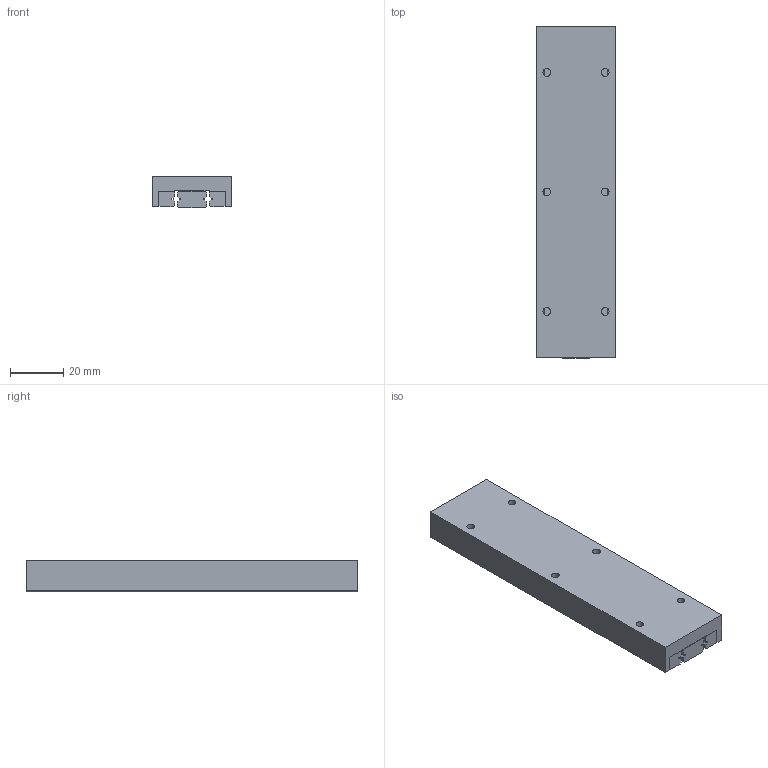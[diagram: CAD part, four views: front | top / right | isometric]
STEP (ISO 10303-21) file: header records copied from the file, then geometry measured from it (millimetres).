
FILE_DESCRIPTION((''),'2;1');
FILE_NAME('LP12-5-4.stp','2003-10-26T15:59:01',('Raul'),(''),'Autodesk Inventor (tm) 5.3','Autodesk Inventor (tm) 5.3','');
FILE_SCHEMA(('CONFIG_CONTROL_DESIGN'));
Length unit declared in the file: inch
Products named in the file (5): LP12-5-4; LP12-5-4 PART1; LP12-5-4 RAIL-A; LP12-5-4 RAIL-B; LP12-5-4 SLIDE
Assembly tree (4 placements, depth 2):
  LP12-5-4
    LP12-5-4 PART1
    LP12-5-4 RAIL-A
    LP12-5-4 RAIL-B
    LP12-5-4 SLIDE
Bounding box: 30 x 124.99 x 11.99 mm (x, y, z)
Volume: 40344.4 mm3; surface area: 24135 mm2
Topology: 4 solids, 4 shells, 134 faces, 354 edges, 236 vertices
Faces by surface type: plane 68, bspline 66
Entity records: 5653 total; most frequent: CARTESIAN_POINT 1743, ORIENTED_EDGE 708, DIRECTION 624, EDGE_CURVE 354, VECTOR 238, LINE 238, VERTEX_POINT 236, AXIS2_PLACEMENT_3D 193
